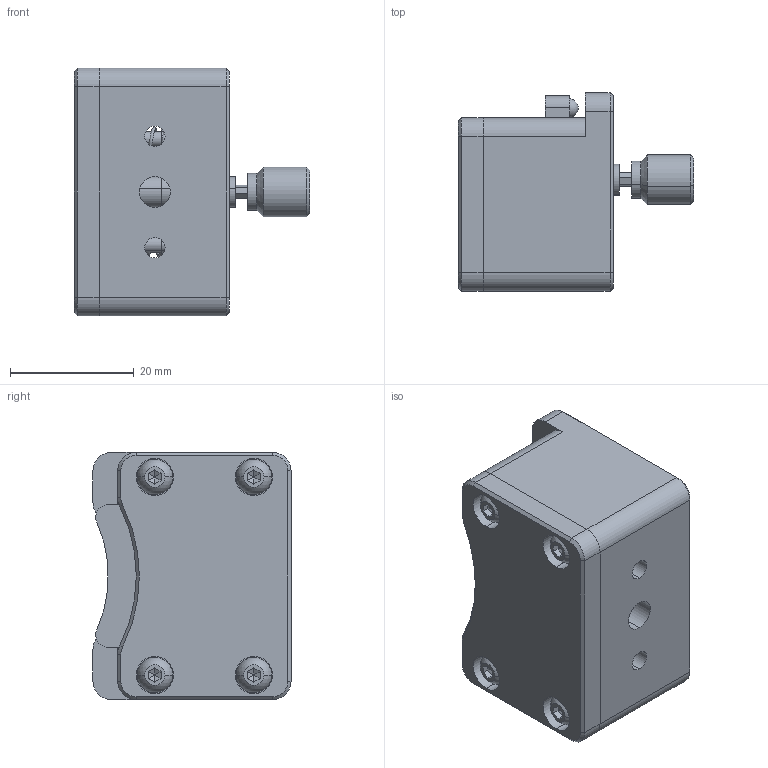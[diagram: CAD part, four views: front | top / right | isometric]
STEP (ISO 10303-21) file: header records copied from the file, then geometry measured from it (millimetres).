
FILE_DESCRIPTION (( 'STEP AP203' ), '1' );
FILE_NAME ('NF50.8.STEP', '2019-05-10T01:29:08', ( '' ), ( '' ), 'SwSTEP 2.0', 'SolidWorks 2016', '' );
FILE_SCHEMA (( 'CONFIG_CONTROL_DESIGN' ));
Length unit declared in the file: millimetre
Products named in the file (1): NF50.8
Bounding box: 38 x 32 x 40 mm (x, y, z)
Surface area: 10862.1 mm2 (no closed solid volume)
Topology: 0 solids, 17 shells, 225 faces, 838 edges, 623 vertices
Faces by surface type: plane 137, cylinder 54, cone 18, sphere 12, bspline 4
Entity records: 15249 total; most frequent: CARTESIAN_POINT 8095, DIRECTION 1488, ORIENTED_EDGE 1258, EDGE_CURVE 828, VERTEX_POINT 617, VECTOR 604, LINE 604, AXIS2_PLACEMENT_3D 442
